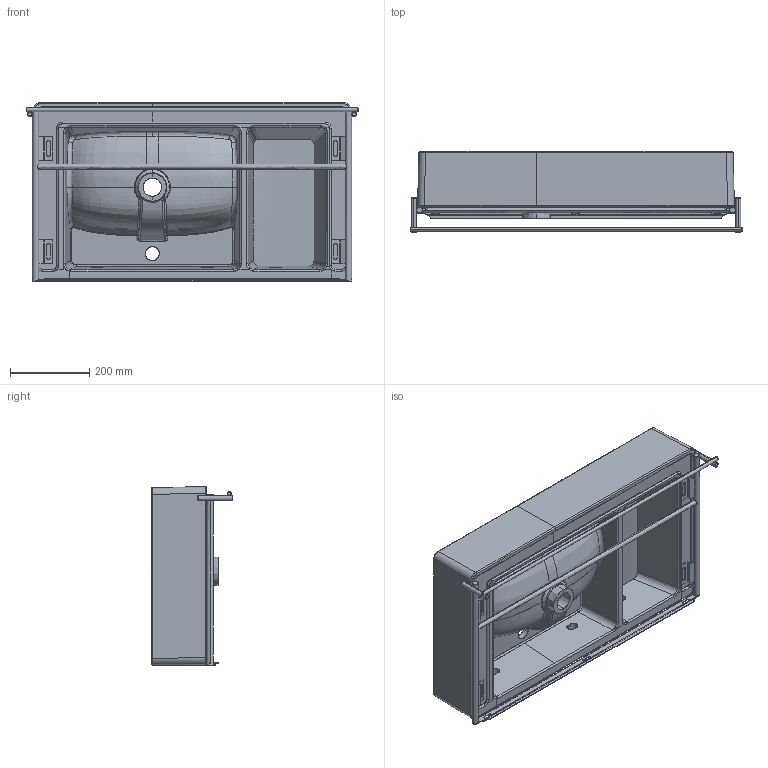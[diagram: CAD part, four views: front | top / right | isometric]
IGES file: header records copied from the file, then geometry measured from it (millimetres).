
Start section: SolidWorks IGES file using analytic representation for surfaces
Global section: file name: 64083_Equal LVU,80cm,Havluluk.IGS; native system: SolidWorks 2020; preprocessor: SolidWorks 2020; author: betul.incukur; date: 210217.115409; units: millimetre
Bounding box: 838 x 205.18 x 451.96 mm (x, y, z)
Surface area: 1557859.8 mm2 (no closed solid volume)
Topology: 0 solids, 0 shells, 400 faces, 5952 edges, 5946 vertices
Faces by surface type: bspline 307, revolution 93
